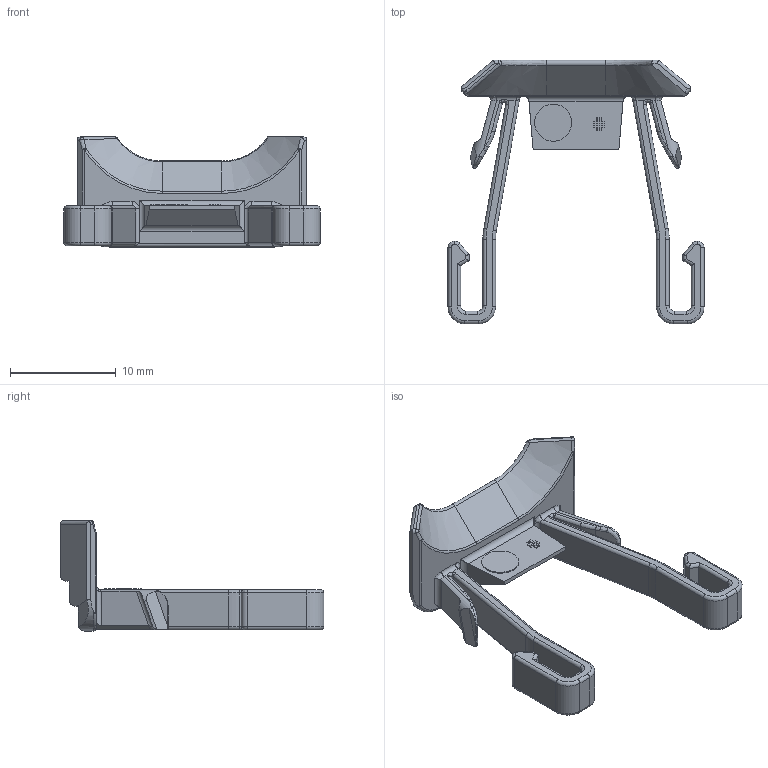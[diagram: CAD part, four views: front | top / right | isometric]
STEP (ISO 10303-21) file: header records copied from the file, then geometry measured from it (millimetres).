
FILE_DESCRIPTION((''),'2;1');
FILE_NAME('SC38-2005A-B003_NCF_ASM','2021-02-16T17:49:51',('jwisneski'),(''),'CREO PARAMETRIC BY PTC INC, 2017110','CREO PARAMETRIC BY PTC INC, 2017110','');
FILE_SCHEMA(('CONFIG_CONTROL_DESIGN'));
Length unit declared in the file: millimetre
Products named in the file (2): PC38-2005A-B003_NCF; SC38-2005A-B003_NCF_ASM
Assembly tree (1 placements, depth 2):
  SC38-2005A-B003_NCF_ASM
    PC38-2005A-B003_NCF
Bounding box: 24.2 x 24.9 x 10.4 mm (x, y, z)
Volume: 792.9 mm3; surface area: 1282.8 mm2
Topology: 1 solids, 1 shells, 288 faces, 716 edges, 434 vertices
Faces by surface type: cylinder 112, plane 105, torus 38, bspline 29, sphere 4
Entity records: 9875 total; most frequent: CARTESIAN_POINT 3190, ORIENTED_EDGE 1432, DIRECTION 1331, EDGE_CURVE 716, AXIS2_PLACEMENT_3D 473, VERTEX_POINT 434, VECTOR 385, LINE 385
